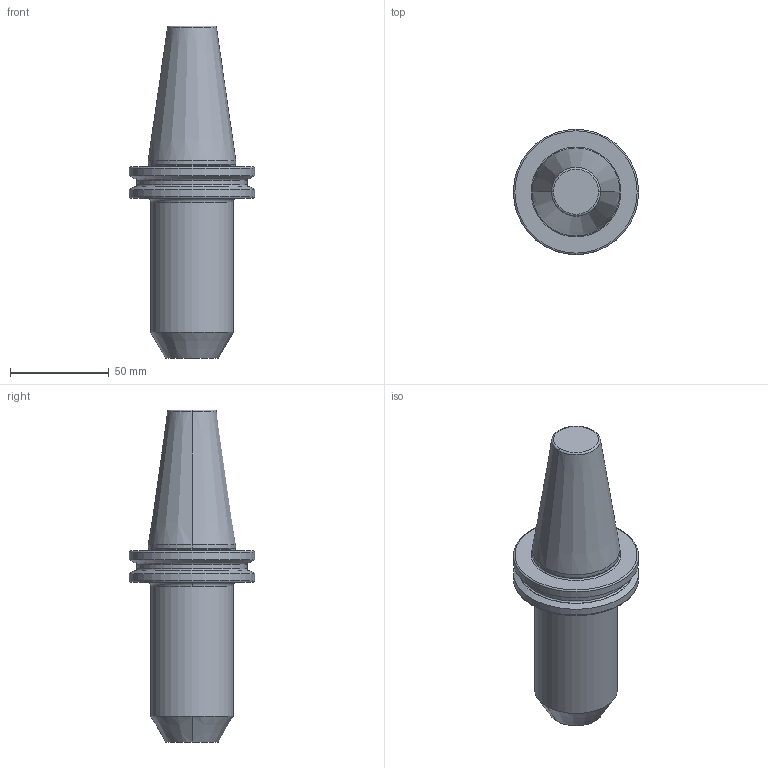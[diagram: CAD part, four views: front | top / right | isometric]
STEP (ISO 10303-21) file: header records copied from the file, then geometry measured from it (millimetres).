
FILE_DESCRIPTION(/* description */ (''),/* implementation_level */ '2;1');
FILE_NAME(/* name */ '1614252849407.stp',/* time_stamp */ '2021-02-25T17:04:21+06:00',/* author */ (''),/* organization */ ('SMS'),/* preprocessor_version */ 'ST-DEVELOPER v16.7',/* originating_system */ 'SIEMENS PLM Software NX 12.0',/* authorisation */ '');
FILE_SCHEMA (('AUTOMOTIVE_DESIGN { 1 0 10303 214 3 1 1 1 }'));
Length unit declared in the file: millimetre
Products named in the file (1): 203315784mod000_00
Bounding box: 63.5 x 63.5 x 168.25 mm (x, y, z)
Volume: 223727.7 mm3; surface area: 26566.8 mm2
Topology: 1 solids, 1 shells, 32 faces, 61 edges, 38 vertices
Faces by surface type: torus 12, cone 8, plane 6, cylinder 6
Full cylindrical faces by diameter (mm): 42 x1, 56 x1, 63.5 x2
Entity records: 916 total; most frequent: DIRECTION 183, CARTESIAN_POINT 142, ORIENTED_EDGE 128, AXIS2_PLACEMENT_3D 83, EDGE_CURVE 64, CIRCLE 47, VERTEX_POINT 39, EDGE_LOOP 37
